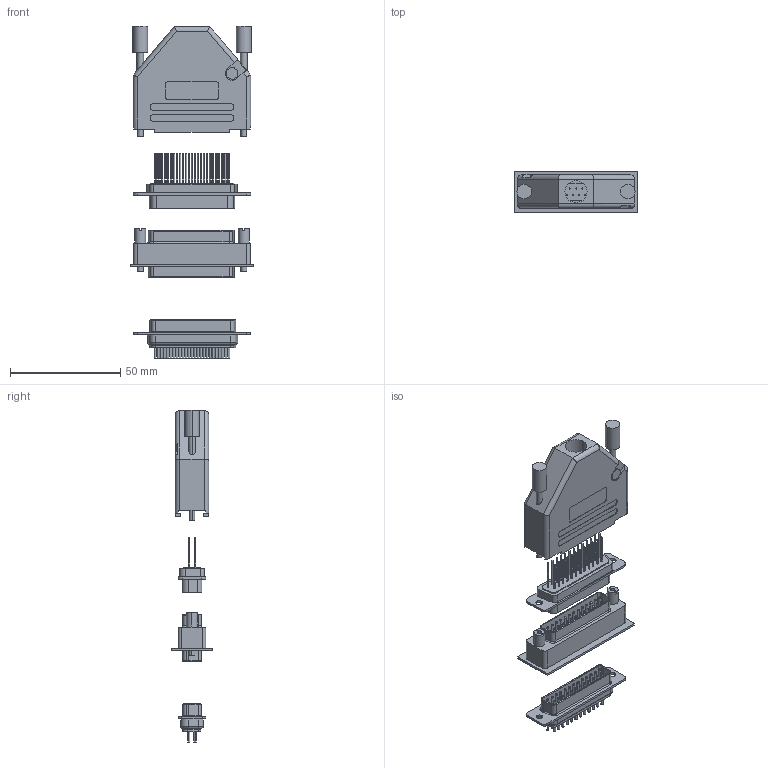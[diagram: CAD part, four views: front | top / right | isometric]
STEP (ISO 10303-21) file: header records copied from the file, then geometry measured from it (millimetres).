
FILE_DESCRIPTION (( 'STEP AP214' ), '1' );
FILE_NAME ('INGUN_116855.STEP', '2025-07-02T13:03:39', ( '' ), ( '' ), 'SwSTEP 2.0', 'SolidWorks 2023', '' );
FILE_SCHEMA (( 'AUTOMOTIVE_DESIGN' ));
Length unit declared in the file: millimetre
Products named in the file (6): 29626~0; 116850~0; 29631~0; INGUN_116855; 43450~0_S; 10692~0_S
Assembly tree (5 placements, depth 2):
  INGUN_116855
    116850~0
    29631~0
    29626~0
    10692~0_S
    43450~0_S
Bounding box: 56 x 19 x 150.76 mm (x, y, z)
Volume: 34316 mm3; surface area: 25997.3 mm2
Topology: 5 solids, 5 shells, 1075 faces, 2745 edges, 1710 vertices
Faces by surface type: cylinder 456, plane 382, sphere 146, torus 87, cone 4
Entity records: 31620 total; most frequent: CARTESIAN_POINT 6409, DIRECTION 5615, ORIENTED_EDGE 4898, EDGE_CURVE 2449, AXIS2_PLACEMENT_3D 2216, VERTEX_POINT 1564, EDGE_LOOP 1267, VECTOR 1183
